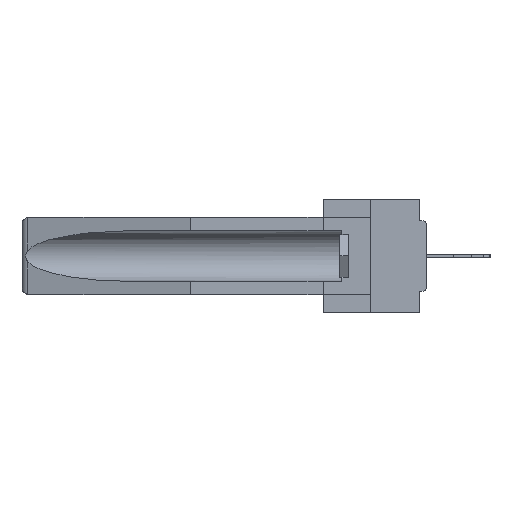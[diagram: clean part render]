
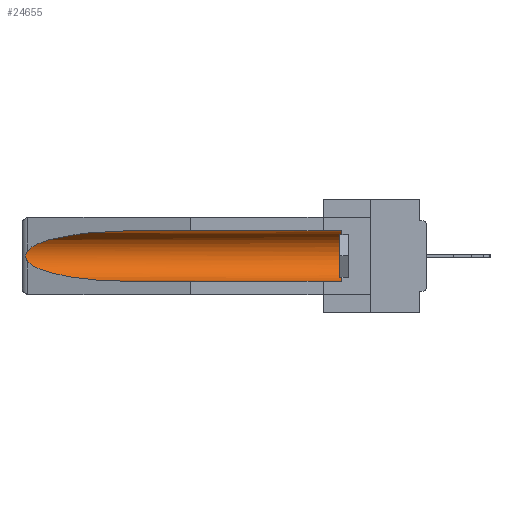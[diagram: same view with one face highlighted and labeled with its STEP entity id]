
A CAD part, left-side view. The second image highlights one B-rep face of the part: STEP entity #24655.
In plain terms, the highlighted cylindrical face has radius 2.857 mm (diameter 5.715 mm), a partial arc.
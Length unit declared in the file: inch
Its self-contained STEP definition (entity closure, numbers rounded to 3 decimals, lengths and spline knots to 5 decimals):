
#1803 = CARTESIAN_POINT ( 'NONE',  ( 0.155, 1.07973, -0.284 ) ) ;
#2024 = VERTEX_POINT ( 'NONE', #34470 ) ;
#2036 = CARTESIAN_POINT ( 'NONE',  ( 0.26537, 1.52718, -0.14972 ) ) ;
#4653 = AXIS2_PLACEMENT_3D ( 'NONE', #11451, #26479, #34848 ) ;
#5906 = VERTEX_POINT ( 'NONE', #32539 ) ;
#6663 = DIRECTION ( 'NONE',  ( 0., 1., 0. ) ) ;
#6677 = ORIENTED_EDGE ( 'NONE', *, *, #37737, .T. ) ;
#7046 = CARTESIAN_POINT ( 'NONE',  ( 0.155, -0.30754, -0.059 ) ) ;
#7437 = VECTOR ( 'NONE', #6663, 39.37008 ) ;
#7623 = CARTESIAN_POINT ( 'NONE',  ( 0.2675, 1.53308, -0.16763 ) ) ;
#7994 = CARTESIAN_POINT ( 'NONE',  ( 0.2675, 1.53308, -0.17534 ) ) ;
#8330 = CARTESIAN_POINT ( 'NONE',  ( 0.25451, 1.48313, -0.24835 ) ) ;
#8483 = VERTEX_POINT ( 'NONE', #32108 ) ;
#8775 = VERTEX_POINT ( 'NONE', #1803 ) ;
#9023 = VERTEX_POINT ( 'NONE', #31273 ) ;
#9095 =( BOUNDED_CURVE ( )  B_SPLINE_CURVE ( 3, ( #17992, #35936, #32812, #35742 ),
 .UNSPECIFIED., .F., .F. ) 
 B_SPLINE_CURVE_WITH_KNOTS ( ( 4, 4 ),
 ( 4.71239, 6.08839 ),
 .UNSPECIFIED. ) 
 CURVE ( )  GEOMETRIC_REPRESENTATION_ITEM ( )  RATIONAL_B_SPLINE_CURVE ( ( 1., 0.848, 0.848, 1. ) ) 
 REPRESENTATION_ITEM ( '' )  );
#11451 = CARTESIAN_POINT ( 'NONE',  ( 0.155, -0.30754, -0.1715 ) ) ;
#11917 = ORIENTED_EDGE ( 'NONE', *, *, #24898, .F. ) ;
#12044 = ORIENTED_EDGE ( 'NONE', *, *, #28688, .T. ) ;
#12573 = LINE ( 'NONE', #21900, #31236 ) ;
#12624 = ORIENTED_EDGE ( 'NONE', *, *, #13868, .T. ) ;
#13868 = EDGE_CURVE ( 'NONE', #14804, #9023, #35470, .T. ) ;
#14188 = CARTESIAN_POINT ( 'NONE',  ( 0.21114, 1.30732, -0.284 ) ) ;
#14804 = VERTEX_POINT ( 'NONE', #2036 ) ;
#16088 = ORIENTED_EDGE ( 'NONE', *, *, #25120, .T. ) ;
#16453 = CIRCLE ( 'NONE', #23263, 0.1125 ) ;
#17073 =( BOUNDED_CURVE ( )  B_SPLINE_CURVE ( 3, ( #28837, #8330, #14188, #34674 ),
 .UNSPECIFIED., .F., .F. ) 
 B_SPLINE_CURVE_WITH_KNOTS ( ( 4, 4 ),
 ( 0.1948, 1.5708 ),
 .UNSPECIFIED. ) 
 CURVE ( )  GEOMETRIC_REPRESENTATION_ITEM ( )  RATIONAL_B_SPLINE_CURVE ( ( 1., 0.848, 0.848, 1. ) ) 
 REPRESENTATION_ITEM ( '' )  );
#17992 = CARTESIAN_POINT ( 'NONE',  ( 0.155, 1.07973, -0.059 ) ) ;
#19517 = CARTESIAN_POINT ( 'NONE',  ( 0.26537, 1.52718, -0.19328 ) ) ;
#21900 = CARTESIAN_POINT ( 'NONE',  ( 0.155, -0.30754, -0.284 ) ) ;
#22621 = CARTESIAN_POINT ( 'NONE',  ( 0.26597, 1.5296, -0.19026 ) ) ;
#23263 = AXIS2_PLACEMENT_3D ( 'NONE', #28173, #25221, #31290 ) ;
#24401 = EDGE_LOOP ( 'NONE', ( #16088, #12624, #12044, #11917, #6677, #27841 ) ) ;
#24448 = DIRECTION ( 'NONE',  ( 0., 1., 0. ) ) ;
#24655 = ADVANCED_FACE ( 'NONE', ( #38159 ), #29207, .F. ) ;
#24898 = EDGE_CURVE ( 'NONE', #5906, #8775, #12573, .T. ) ;
#25120 = EDGE_CURVE ( 'NONE', #2024, #14804, #9095, .T. ) ;
#25221 = DIRECTION ( 'NONE',  ( 0., -1., 0. ) ) ;
#25371 = CARTESIAN_POINT ( 'NONE',  ( 0.26597, 1.52961, -0.15275 ) ) ;
#26479 = DIRECTION ( 'NONE',  ( 0., 1., 0. ) ) ;
#27841 = ORIENTED_EDGE ( 'NONE', *, *, #33010, .T. ) ;
#28173 = CARTESIAN_POINT ( 'NONE',  ( 0.155, 0.126, -0.1715 ) ) ;
#28688 = EDGE_CURVE ( 'NONE', #9023, #8775, #17073, .T. ) ;
#28837 = CARTESIAN_POINT ( 'NONE',  ( 0.26537, 1.52718, -0.19328 ) ) ;
#29078 = CARTESIAN_POINT ( 'NONE',  ( 0.26655, 1.53094, -0.18657 ) ) ;
#29207 = CYLINDRICAL_SURFACE ( 'NONE', #4653, 0.1125 ) ;
#31236 = VECTOR ( 'NONE', #24448, 39.37008 ) ;
#31273 = CARTESIAN_POINT ( 'NONE',  ( 0.26537, 1.52718, -0.19328 ) ) ;
#31290 = DIRECTION ( 'NONE',  ( 0., 0., 1. ) ) ;
#31808 = CARTESIAN_POINT ( 'NONE',  ( 0.26654, 1.53092, -0.15636 ) ) ;
#32108 = CARTESIAN_POINT ( 'NONE',  ( 0.155, 0.126, -0.059 ) ) ;
#32539 = CARTESIAN_POINT ( 'NONE',  ( 0.155, 0.126, -0.284 ) ) ;
#32812 = CARTESIAN_POINT ( 'NONE',  ( 0.25451, 1.48313, -0.09465 ) ) ;
#33010 = EDGE_CURVE ( 'NONE', #8483, #2024, #33394, .T. ) ;
#33394 = LINE ( 'NONE', #7046, #7437 ) ;
#34352 = CARTESIAN_POINT ( 'NONE',  ( 0.2673, 1.5327, -0.16383 ) ) ;
#34470 = CARTESIAN_POINT ( 'NONE',  ( 0.155, 1.07973, -0.059 ) ) ;
#34674 = CARTESIAN_POINT ( 'NONE',  ( 0.155, 1.07973, -0.284 ) ) ;
#34848 = DIRECTION ( 'NONE',  ( 0., 0., 1. ) ) ;
#34920 = CARTESIAN_POINT ( 'NONE',  ( 0.26537, 1.52718, -0.14972 ) ) ;
#35470 = B_SPLINE_CURVE_WITH_KNOTS ( 'NONE', 3,
 ( #34920, #25371, #31808, #34352, #7623, #7994, #37272, #29078, #22621, #19517 ),
 .UNSPECIFIED., .F., .F.,
 ( 4, 2, 2, 2, 4 ),
 ( 0., 0.00029, 0.00058, 0.00087, 0.00117 ),
 .UNSPECIFIED. ) ;
#35742 = CARTESIAN_POINT ( 'NONE',  ( 0.26537, 1.52718, -0.14972 ) ) ;
#35936 = CARTESIAN_POINT ( 'NONE',  ( 0.21114, 1.30732, -0.059 ) ) ;
#37272 = CARTESIAN_POINT ( 'NONE',  ( 0.2673, 1.53269, -0.17917 ) ) ;
#37737 = EDGE_CURVE ( 'NONE', #5906, #8483, #16453, .T. ) ;
#38159 = FACE_OUTER_BOUND ( 'NONE', #24401, .T. ) ;
